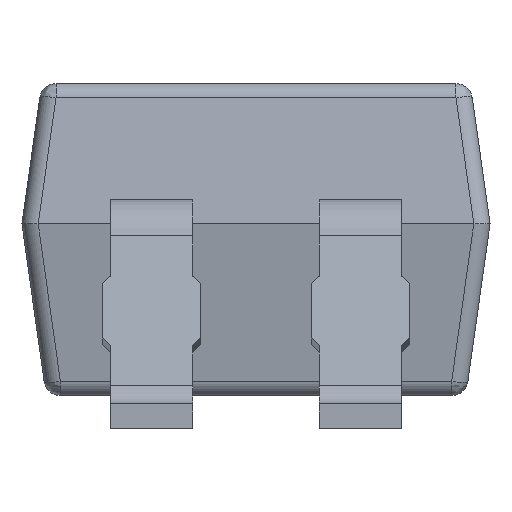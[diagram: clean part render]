
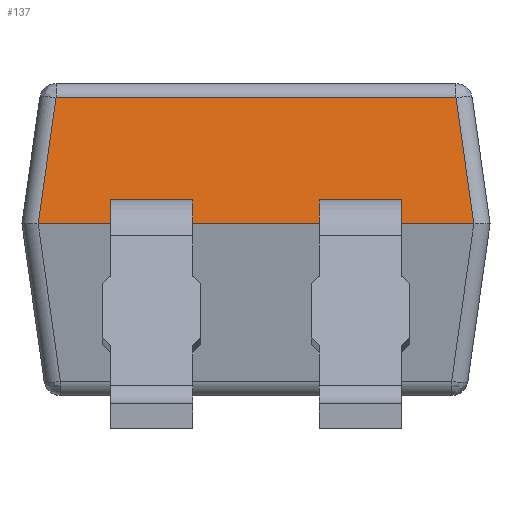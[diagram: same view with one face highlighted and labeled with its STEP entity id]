
A CAD part, front view. The second image highlights one B-rep face of the part: STEP entity #137.
In plain terms, the highlighted planar face has unit normal (0, -0.99, 0.139).
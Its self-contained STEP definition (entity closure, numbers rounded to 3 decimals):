
#137=ADVANCED_FACE('',(#1643),#1645,.T.);
#1643=FACE_BOUND('',#1644,.T.);
#1644=EDGE_LOOP('',(#2850,#2851,#2852,#2853));
#1645=PLANE('',#1646);
#1646=AXIS2_PLACEMENT_3D('',#1647,#1648,#1649);
#1647=CARTESIAN_POINT('',(-0.79,0.875,1.245));
#1648=DIRECTION('',(0.,-0.99,0.139));
#1649=DIRECTION('',(1.,0.,0.));
#2850=ORIENTED_EDGE('',*,*,#3541,.F.);
#2851=ORIENTED_EDGE('',*,*,#3542,.F.);
#2852=ORIENTED_EDGE('',*,*,#3543,.T.);
#2853=ORIENTED_EDGE('',*,*,#3544,.T.);
#3541=EDGE_CURVE('',#3909,#3910,#3911,.T.);
#3542=EDGE_CURVE('',#3912,#3909,#3913,.T.);
#3543=EDGE_CURVE('',#3912,#3914,#3915,.T.);
#3544=EDGE_CURVE('',#3914,#3910,#3916,.T.);
#3909=VERTEX_POINT('',#4519);
#3910=VERTEX_POINT('',#4520);
#3911=LINE('',#4521,#4522);
#3912=VERTEX_POINT('',#4524);
#3913=LINE('',#4525,#4526);
#3914=VERTEX_POINT('',#4528);
#3915=LINE('',#4529,#4530);
#3916=LINE('',#4532,#4533);
#4519=CARTESIAN_POINT('',(-0.583,0.983,2.014));
#4520=CARTESIAN_POINT('',(1.853,0.983,2.014));
#4521=CARTESIAN_POINT('',(-0.583,0.983,2.014));
#4522=VECTOR('',#4523,1.);
#4523=DIRECTION('',(1.,0.,0.));
#4524=CARTESIAN_POINT('',(-0.691,0.875,1.245));
#4525=CARTESIAN_POINT('',(-0.691,0.875,1.245));
#4526=VECTOR('',#4527,1.);
#4527=DIRECTION('',(0.138,0.138,0.981));
#4528=CARTESIAN_POINT('',(1.961,0.875,1.245));
#4529=CARTESIAN_POINT('',(-0.691,0.875,1.245));
#4530=VECTOR('',#4531,1.);
#4531=DIRECTION('',(1.,0.,0.));
#4532=CARTESIAN_POINT('',(1.961,0.875,1.245));
#4533=VECTOR('',#4534,1.);
#4534=DIRECTION('',(-0.138,0.138,0.981));
